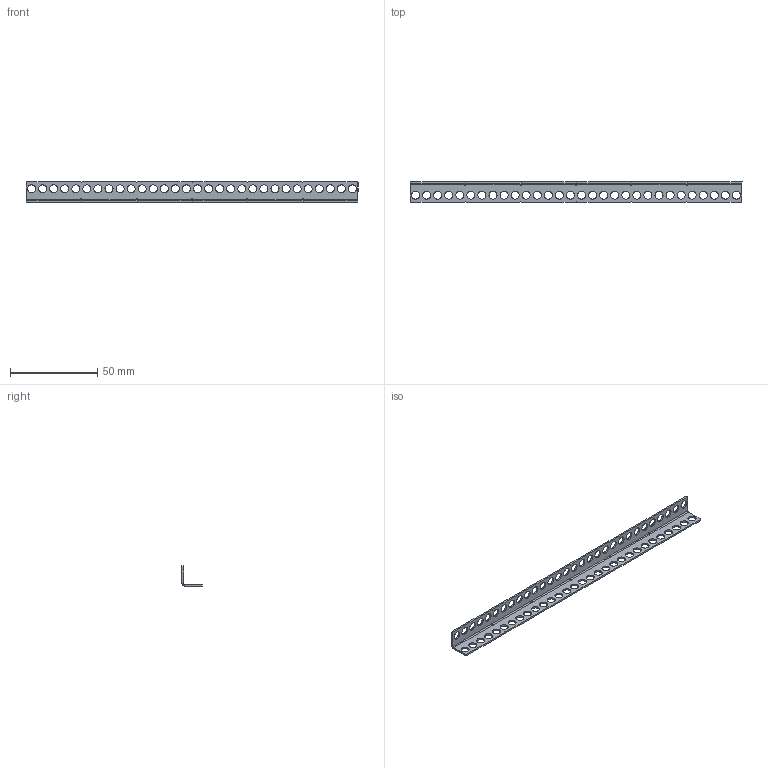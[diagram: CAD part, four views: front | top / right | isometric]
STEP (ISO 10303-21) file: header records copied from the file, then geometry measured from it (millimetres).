
FILE_DESCRIPTION (( 'STEP AP203' ), '1' );
FILE_NAME ('VM-ANGLE-11-30 RevA.STEP', '2009-02-23T23:33:16', ( 'Innovation First, Inc.' ), ( 'Innovation First, Inc.' ), 'SwSTEP 2.0', 'SolidWorks 2008', '' );
FILE_SCHEMA (( 'CONFIG_CONTROL_DESIGN' ));
Length unit declared in the file: inch
Products named in the file (1): VM-ANGLE-11-30 RevA
Bounding box: 190.5 x 11.48 x 11.48 mm (x, y, z)
Volume: 2827.7 mm3; surface area: 7397.2 mm2
Topology: 1 solids, 1 shells, 223 faces, 645 edges, 414 vertices
Faces by surface type: cylinder 147, plane 56, bspline 20
Entity records: 7868 total; most frequent: CARTESIAN_POINT 1623, ORIENTED_EDGE 1290, DIRECTION 1267, EDGE_CURVE 645, AXIS2_PLACEMENT_3D 498, VERTEX_POINT 414, EDGE_LOOP 343, CIRCLE 294
